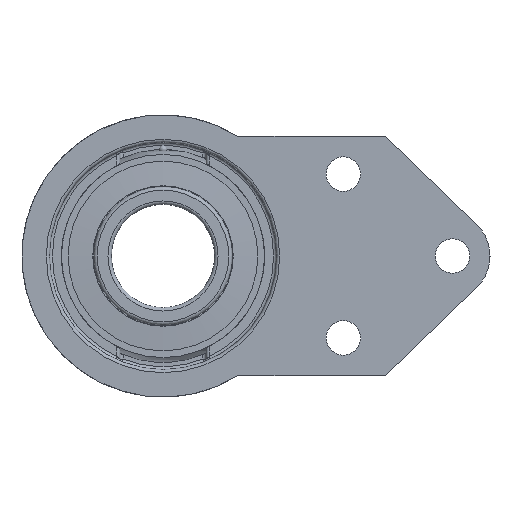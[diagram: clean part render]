
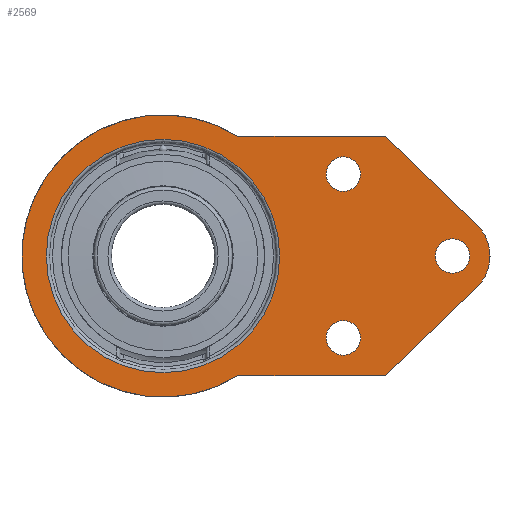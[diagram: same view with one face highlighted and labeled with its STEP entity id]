
A CAD part, left-side view. The second image highlights one B-rep face of the part: STEP entity #2569.
In plain terms, the highlighted face is planar.
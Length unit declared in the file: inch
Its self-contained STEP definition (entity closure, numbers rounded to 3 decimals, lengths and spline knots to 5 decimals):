
#93=VECTOR('',#3152,1.);
#95=VECTOR('',#3167,1.);
#98=VECTOR('',#3175,1.);
#99=VECTOR('',#3177,1.);
#169=LINE('',#5833,#93);
#171=LINE('',#5847,#95);
#174=LINE('',#5855,#98);
#175=LINE('',#5857,#99);
#1059=PLANE('',#2771);
#1210=VERTEX_POINT('',#5468);
#1211=VERTEX_POINT('',#5470);
#1228=VERTEX_POINT('',#5832);
#1232=VERTEX_POINT('',#5846);
#1233=VERTEX_POINT('',#5850);
#1234=VERTEX_POINT('',#5854);
#1235=VERTEX_POINT('',#5861);
#1236=VERTEX_POINT('',#5864);
#1237=VERTEX_POINT('',#5867);
#1238=VERTEX_POINT('',#5870);
#1331=CIRCLE('',#2732,1.61417);
#1344=CIRCLE('',#2761,0.5);
#1345=CIRCLE('',#2766,0.19685);
#1346=CIRCLE('',#2768,0.19685);
#1347=CIRCLE('',#2770,0.19685);
#1348=CIRCLE('',#2772,1.33455);
#1499=EDGE_CURVE('',#1210,#1211,#1331,.T.);
#1530=EDGE_CURVE('',#1228,#1210,#169,.T.);
#1537=EDGE_CURVE('',#1232,#1228,#171,.T.);
#1539=EDGE_CURVE('',#1233,#1232,#1344,.T.);
#1541=EDGE_CURVE('',#1234,#1233,#174,.T.);
#1542=EDGE_CURVE('',#1211,#1234,#175,.T.);
#1543=EDGE_CURVE('',#1235,#1235,#1345,.T.);
#1544=EDGE_CURVE('',#1236,#1236,#1346,.T.);
#1545=EDGE_CURVE('',#1237,#1237,#1347,.T.);
#1546=EDGE_CURVE('',#1238,#1238,#1348,.T.);
#1933=ORIENTED_EDGE('',*,*,#1543,.T.);
#1934=ORIENTED_EDGE('',*,*,#1544,.T.);
#1935=ORIENTED_EDGE('',*,*,#1545,.T.);
#1936=ORIENTED_EDGE('',*,*,#1542,.F.);
#1937=ORIENTED_EDGE('',*,*,#1499,.F.);
#1938=ORIENTED_EDGE('',*,*,#1530,.F.);
#1939=ORIENTED_EDGE('',*,*,#1537,.F.);
#1940=ORIENTED_EDGE('',*,*,#1539,.F.);
#1941=ORIENTED_EDGE('',*,*,#1541,.F.);
#1942=ORIENTED_EDGE('',*,*,#1546,.F.);
#2237=EDGE_LOOP('',(#1933));
#2238=EDGE_LOOP('',(#1934));
#2239=EDGE_LOOP('',(#1935));
#2240=EDGE_LOOP('',(#1936,#1937,#1938,#1939,#1940,#1941));
#2241=EDGE_LOOP('',(#1942));
#2427=FACE_BOUND('',#2237,.T.);
#2428=FACE_BOUND('',#2238,.T.);
#2429=FACE_BOUND('',#2239,.T.);
#2430=FACE_BOUND('',#2240,.T.);
#2431=FACE_BOUND('',#2241,.T.);
#2569=ADVANCED_FACE('',(#2427,#2428,#2429,#2430,#2431),#1059,.F.);
#2732=AXIS2_PLACEMENT_3D('',#5469,#3101,#3102);
#2761=AXIS2_PLACEMENT_3D('',#5851,#3171,#3172);
#2766=AXIS2_PLACEMENT_3D('',#5860,#3181,#3182);
#2768=AXIS2_PLACEMENT_3D('',#5863,#3185,#3186);
#2770=AXIS2_PLACEMENT_3D('',#5866,#3189,#3190);
#2771=AXIS2_PLACEMENT_3D('',#5868,#3191,$);
#2772=AXIS2_PLACEMENT_3D('',#5869,#3192,#3193);
#3101=DIRECTION('',(0.,0.,1.));
#3102=DIRECTION('',(1.614,0.,0.));
#3152=DIRECTION('',(0.,1.,0.));
#3167=DIRECTION('',(0.695,0.719,0.));
#3171=DIRECTION('',(0.,0.,1.));
#3172=DIRECTION('',(0.5,0.,0.));
#3175=DIRECTION('',(0.695,-0.719,0.));
#3177=DIRECTION('',(0.,-1.,0.));
#3181=DIRECTION('',(0.,0.,1.));
#3182=DIRECTION('',(0.197,0.,0.));
#3185=DIRECTION('',(0.,0.,1.));
#3186=DIRECTION('',(0.197,0.,0.));
#3189=DIRECTION('',(0.,0.,1.));
#3190=DIRECTION('',(0.197,0.,0.));
#3191=DIRECTION('',(0.,0.,1.));
#3192=DIRECTION('',(0.,0.,-1.));
#3193=DIRECTION('',(0.,-1.335,0.));
#5468=CARTESIAN_POINT('',(1.36811,-0.85664,0.));
#5469=CARTESIAN_POINT('',(0.,0.,0.));
#5470=CARTESIAN_POINT('',(-1.36811,-0.85664,0.));
#5832=CARTESIAN_POINT('',(1.36811,-2.54322,0.));
#5833=CARTESIAN_POINT('',(1.36811,-2.54322,0.));
#5846=CARTESIAN_POINT('',(0.35967,-3.58749,0.));
#5847=CARTESIAN_POINT('',(0.35967,-3.58749,0.));
#5850=CARTESIAN_POINT('',(-0.35967,-3.58749,0.));
#5851=CARTESIAN_POINT('',(0.,-3.24016,0.));
#5854=CARTESIAN_POINT('',(-1.36811,-2.54322,0.));
#5855=CARTESIAN_POINT('',(-1.36811,-2.54322,0.));
#5857=CARTESIAN_POINT('',(-1.36811,-0.85664,0.));
#5860=CARTESIAN_POINT('',(0.93701,-2.06299,0.));
#5861=CARTESIAN_POINT('',(0.74016,-2.06299,0.));
#5863=CARTESIAN_POINT('',(0.,-3.31102,0.));
#5864=CARTESIAN_POINT('',(-0.19685,-3.31102,0.));
#5866=CARTESIAN_POINT('',(-0.93701,-2.06299,0.));
#5867=CARTESIAN_POINT('',(-1.13386,-2.06299,0.));
#5868=CARTESIAN_POINT('',(0.,-1.01518,0.));
#5869=CARTESIAN_POINT('',(0.,0.,0.));
#5870=CARTESIAN_POINT('',(0.,1.33455,0.));
